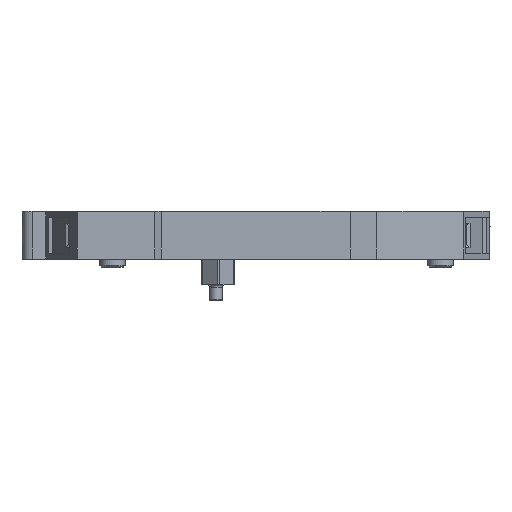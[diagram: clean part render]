
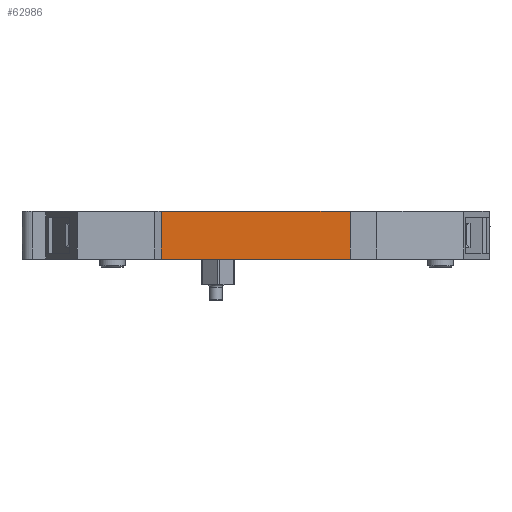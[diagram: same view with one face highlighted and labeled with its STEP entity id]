
A CAD part, front view. The second image highlights one B-rep face of the part: STEP entity #62986.
In plain terms, the highlighted planar face has unit normal (0, -1, 0).
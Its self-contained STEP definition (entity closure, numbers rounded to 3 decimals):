
#1485=DIRECTION('',(1.,0.,0.));
#1486=VECTOR('',#1485,35.5);
#1487=CARTESIAN_POINT('',(-17.8,-56.2,0.));
#1488=LINE('',#1487,#1486);
#5077=DIRECTION('',(0.,0.,1.));
#5078=VECTOR('',#5077,9.);
#5079=CARTESIAN_POINT('',(17.7,-56.2,0.));
#5080=LINE('',#5079,#5078);
#5091=DIRECTION('',(0.,0.,1.));
#5092=VECTOR('',#5091,9.);
#5093=CARTESIAN_POINT('',(-17.8,-56.2,0.));
#5094=LINE('',#5093,#5092);
#5098=DIRECTION('',(1.,0.,0.));
#5099=VECTOR('',#5098,35.5);
#5100=CARTESIAN_POINT('',(-17.8,-56.2,9.));
#5101=LINE('',#5100,#5099);
#51068=CARTESIAN_POINT('',(-17.8,-56.2,0.));
#51069=VERTEX_POINT('',#51068);
#51070=CARTESIAN_POINT('',(17.7,-56.2,0.));
#51071=VERTEX_POINT('',#51070);
#51491=CARTESIAN_POINT('',(17.7,-56.2,9.));
#51492=VERTEX_POINT('',#51491);
#51493=CARTESIAN_POINT('',(-17.8,-56.2,9.));
#51494=VERTEX_POINT('',#51493);
#62974=CARTESIAN_POINT('',(-17.8,-56.2,0.));
#62975=DIRECTION('',(0.,-1.,0.));
#62976=DIRECTION('',(1.,0.,0.));
#62977=AXIS2_PLACEMENT_3D('',#62974,#62975,#62976);
#62978=PLANE('',#62977);
#62980=ORIENTED_EDGE('',*,*,#62979,.T.);
#62981=ORIENTED_EDGE('',*,*,#60718,.T.);
#62982=ORIENTED_EDGE('',*,*,#62959,.F.);
#62983=ORIENTED_EDGE('',*,*,#59741,.F.);
#62984=EDGE_LOOP('',(#62980,#62981,#62982,#62983));
#62985=FACE_OUTER_BOUND('',#62984,.F.);
#59741=EDGE_CURVE('',#51069,#51071,#1488,.T.);
#60718=EDGE_CURVE('',#51494,#51492,#5101,.T.);
#62959=EDGE_CURVE('',#51071,#51492,#5080,.T.);
#62979=EDGE_CURVE('',#51069,#51494,#5094,.T.);
#62986=ADVANCED_FACE('',(#62985),#62978,.T.);
